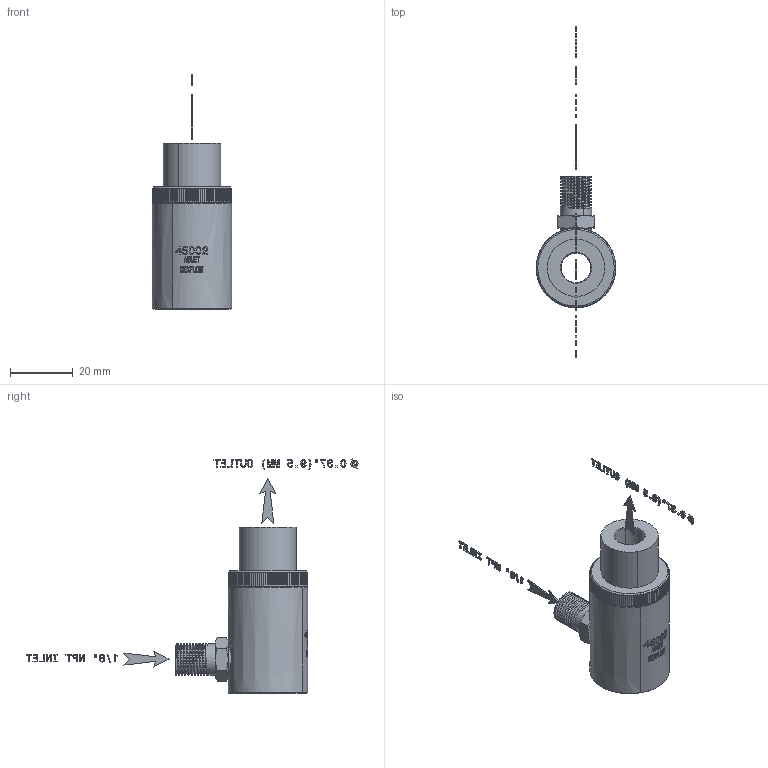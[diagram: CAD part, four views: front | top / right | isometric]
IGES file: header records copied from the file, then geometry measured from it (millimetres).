
Start section: START RECORD GO HERE.
Global section: file name: 45002.igs; native system: DASSAULT SYSTEMES CATIA V5 R20 - www.3ds.com; preprocessor: CATIA Version 5 Release 20 ; author: DESIGNENG; organization: KJNDESIGN; date: 20150319.121008; units: millimetre
Bounding box: 25.4 x 105.93 x 74.76 mm (x, y, z)
Volume: 19494.6 mm3; surface area: 8332.4 mm2
Topology: 36 solids, 37 shells, 1584 faces, 4401 edges, 2924 vertices
Faces by surface type: plane 1286, revolution 200, extrusion 58, bspline 40
